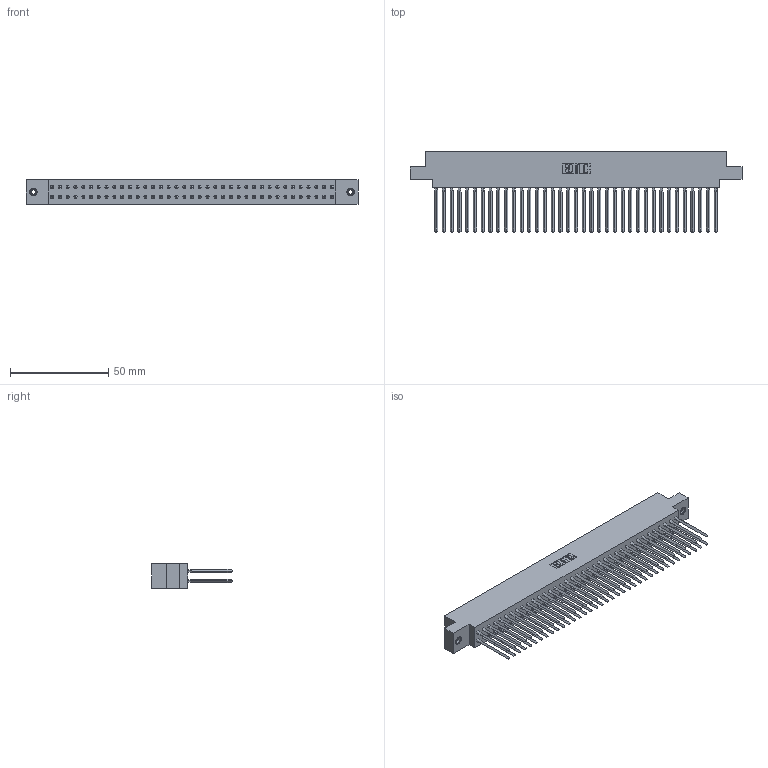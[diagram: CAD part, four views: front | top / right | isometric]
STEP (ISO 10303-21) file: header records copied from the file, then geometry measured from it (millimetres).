
FILE_DESCRIPTION (( 'STEP AP203' ), '1' );
FILE_NAME ('317-074-543-808.STEP', '2020-02-28T08:09:31', ( '' ), ( '' ), 'SwSTEP 2.0', 'SolidWorks 2016', '' );
FILE_SCHEMA (( 'CONFIG_CONTROL_DESIGN' ));
Length unit declared in the file: inch
Products named in the file (4): 317 Part_.156 Dia - TI; 317-290-001_543; 317-074-543-808; 345-250-001_345-250-003-102
Assembly tree (77 placements, depth 2):
  317-074-543-808
    317 Part_.156 Dia - TI
    317-290-001_543  x74
    345-250-001_345-250-003-102  x2
Bounding box: 169.32 x 41.15 x 12.7 mm (x, y, z)
Volume: 28609.3 mm3; surface area: 43227.2 mm2
Topology: 77 solids, 77 shells, 6748 faces, 18689 edges, 12032 vertices
Faces by surface type: plane 5492, cylinder 944, bspline 296, cone 12, torus 4
Entity records: 55367 total; most frequent: CARTESIAN_POINT 10046, ORIENTED_EDGE 9538, DIRECTION 7997, EDGE_CURVE 4769, LINE 4493, VECTOR 4493, VERTEX_POINT 3169, AXIS2_PLACEMENT_3D 1752
